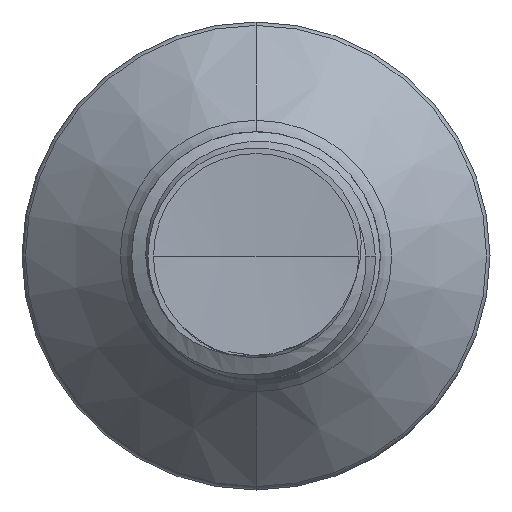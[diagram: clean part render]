
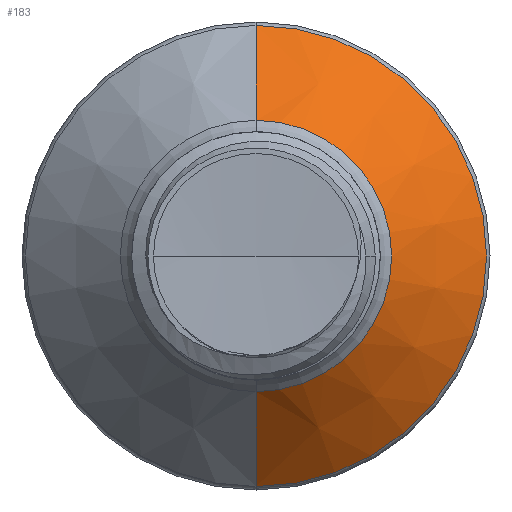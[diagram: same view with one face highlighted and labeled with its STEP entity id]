
A CAD part, front view. The second image highlights one B-rep face of the part: STEP entity #183.
In plain terms, the highlighted conical face has half-angle 45 degrees and reference radius 3.276 mm.
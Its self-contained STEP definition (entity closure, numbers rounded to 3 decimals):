
#81 = VERTEX_POINT ( 'NONE', #15257 ) ;
#183 = ADVANCED_FACE ( 'NONE', ( #10177 ), #8969, .T. ) ;
#690 = CARTESIAN_POINT ( 'NONE',  ( 0., 11.899, 5.567 ) ) ;
#1373 = ORIENTED_EDGE ( 'NONE', *, *, #10088, .T. ) ;
#2071 = ORIENTED_EDGE ( 'NONE', *, *, #10164, .F. ) ;
#2897 = AXIS2_PLACEMENT_3D ( 'NONE', #15299, #15422, #15370 ) ;
#3683 = LINE ( 'NONE', #13111, #17445 ) ;
#4483 = CARTESIAN_POINT ( 'NONE',  ( 0., 9.607, -3.276 ) ) ;
#4554 = ORIENTED_EDGE ( 'NONE', *, *, #10055, .T. ) ;
#8162 = ORIENTED_EDGE ( 'NONE', *, *, #10212, .F. ) ;
#8651 = VECTOR ( 'NONE', #13371, 1000. ) ;
#8969 = CONICAL_SURFACE ( 'NONE', #2897, 3.276, 0.785 ) ;
#8999 = VERTEX_POINT ( 'NONE', #4483 ) ;
#10055 = EDGE_CURVE ( 'NONE', #21603, #8999, #21337, .T. ) ;
#10088 = EDGE_CURVE ( 'NONE', #8999, #81, #15209, .T. ) ;
#10164 = EDGE_CURVE ( 'NONE', #18726, #81, #17890, .T. ) ;
#10177 = FACE_OUTER_BOUND ( 'NONE', #20037, .T. ) ;
#10212 = EDGE_CURVE ( 'NONE', #21603, #18726, #3683, .T. ) ;
#12348 = CARTESIAN_POINT ( 'NONE',  ( 0., 9.607, 3.276 ) ) ;
#13026 = DIRECTION ( 'NONE',  ( 0., 0., 1. ) ) ;
#13043 = DIRECTION ( 'NONE',  ( 0., 1., 0. ) ) ;
#13075 = CARTESIAN_POINT ( 'NONE',  ( 0., 11.899, 0. ) ) ;
#13104 = DIRECTION ( 'NONE',  ( 0., 0.707, 0.707 ) ) ;
#13111 = CARTESIAN_POINT ( 'NONE',  ( 0., 9.607, 3.276 ) ) ;
#13211 = DIRECTION ( 'NONE',  ( 0., 0., 1. ) ) ;
#13239 = DIRECTION ( 'NONE',  ( 0., 1., 0. ) ) ;
#13270 = CARTESIAN_POINT ( 'NONE',  ( 0., 9.607, 0. ) ) ;
#13277 = CARTESIAN_POINT ( 'NONE',  ( 0., 9.607, -3.276 ) ) ;
#13371 = DIRECTION ( 'NONE',  ( 0., 0.707, -0.707 ) ) ;
#15209 = LINE ( 'NONE', #13277, #8651 ) ;
#15257 = CARTESIAN_POINT ( 'NONE',  ( 0., 11.899, -5.567 ) ) ;
#15299 = CARTESIAN_POINT ( 'NONE',  ( 0., 9.607, 0. ) ) ;
#15370 = DIRECTION ( 'NONE',  ( 0., 0., 1. ) ) ;
#15422 = DIRECTION ( 'NONE',  ( 0., 1., 0. ) ) ;
#17445 = VECTOR ( 'NONE', #13104, 1000. ) ;
#17890 = CIRCLE ( 'NONE', #20639, 5.567 ) ;
#18726 = VERTEX_POINT ( 'NONE', #690 ) ;
#19803 = AXIS2_PLACEMENT_3D ( 'NONE', #13270, #13239, #13211 ) ;
#20037 = EDGE_LOOP ( 'NONE', ( #4554, #1373, #2071, #8162 ) ) ;
#20639 = AXIS2_PLACEMENT_3D ( 'NONE', #13075, #13043, #13026 ) ;
#21337 = CIRCLE ( 'NONE', #19803, 3.276 ) ;
#21603 = VERTEX_POINT ( 'NONE', #12348 ) ;
